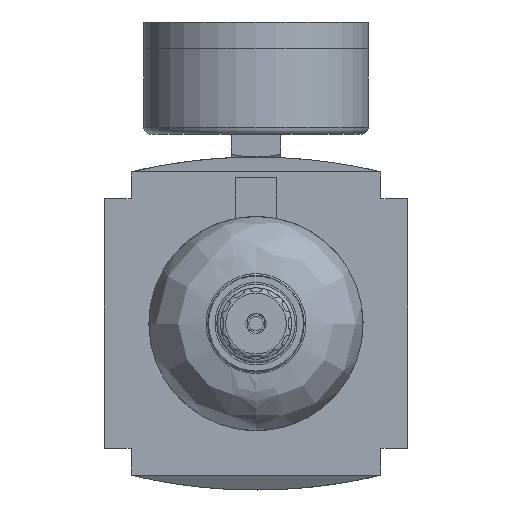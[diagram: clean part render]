
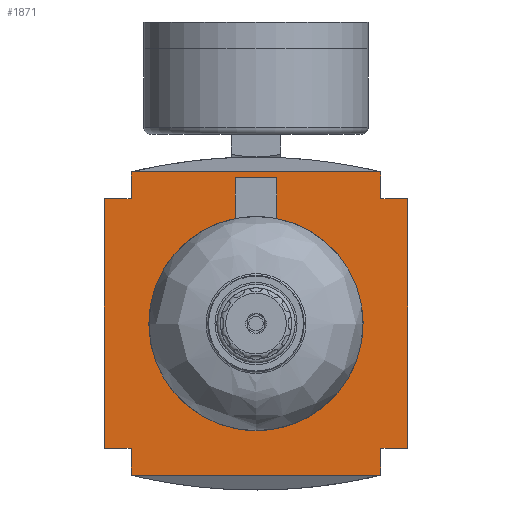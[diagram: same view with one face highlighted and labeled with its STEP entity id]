
A CAD part, front view. The second image highlights one B-rep face of the part: STEP entity #1871.
In plain terms, the highlighted planar face has unit normal (0, -1, 0).
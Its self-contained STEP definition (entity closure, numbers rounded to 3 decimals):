
#1871 = ADVANCED_FACE( '', ( #3838 ), #3839, .F. );
#3838 = FACE_OUTER_BOUND( '', #5889, .T. );
#3839 = PLANE( '', #5890 );
#5889 = EDGE_LOOP( '', ( #11292, #11293, #11294, #11295, #11296, #11297, #11298, #11299, #11300, #11301, #11302, #11303 ) );
#5890 = AXIS2_PLACEMENT_3D( '', #11304, #11305, #11306 );
#11292 = ORIENTED_EDGE( '', *, *, #14032, .F. );
#11293 = ORIENTED_EDGE( '', *, *, #12181, .F. );
#11294 = ORIENTED_EDGE( '', *, *, #13841, .F. );
#11295 = ORIENTED_EDGE( '', *, *, #13964, .T. );
#11296 = ORIENTED_EDGE( '', *, *, #13277, .F. );
#11297 = ORIENTED_EDGE( '', *, *, #14044, .T. );
#11298 = ORIENTED_EDGE( '', *, *, #14047, .F. );
#11299 = ORIENTED_EDGE( '', *, *, #13131, .T. );
#11300 = ORIENTED_EDGE( '', *, *, #13403, .T. );
#11301 = ORIENTED_EDGE( '', *, *, #14061, .F. );
#11302 = ORIENTED_EDGE( '', *, *, #13852, .F. );
#11303 = ORIENTED_EDGE( '', *, *, #13783, .T. );
#11304 = CARTESIAN_POINT( '', ( 0., -51., 103.36 ) );
#11305 = DIRECTION( '', ( 0., 1., 0. ) );
#11306 = DIRECTION( '', ( 0., 0., 1. ) );
#12181 = EDGE_CURVE( '', #14654, #14656, #14657, .T. );
#13131 = EDGE_CURVE( '', #16199, #16197, #16200, .T. );
#13277 = EDGE_CURVE( '', #16402, #16398, #16404, .T. );
#13403 = EDGE_CURVE( '', #16197, #16576, #16578, .T. );
#13783 = EDGE_CURVE( '', #17071, #17072, #17073, .T. );
#13841 = EDGE_CURVE( '', #17140, #14654, #17142, .T. );
#13852 = EDGE_CURVE( '', #17071, #17152, #17155, .T. );
#13964 = EDGE_CURVE( '', #17140, #16398, #17289, .T. );
#14032 = EDGE_CURVE( '', #14656, #17072, #17362, .T. );
#14044 = EDGE_CURVE( '', #16402, #17329, #17374, .T. );
#14047 = EDGE_CURVE( '', #16199, #17329, #17377, .T. );
#14061 = EDGE_CURVE( '', #17152, #16576, #17392, .T. );
#14654 = VERTEX_POINT( '', #18411 );
#14656 = VERTEX_POINT( '', #18414 );
#14657 = LINE( '', #18415, #18416 );
#16197 = VERTEX_POINT( '', #21392 );
#16199 = VERTEX_POINT( '', #21395 );
#16200 = LINE( '', #21396, #21397 );
#16398 = VERTEX_POINT( '', #21720 );
#16402 = VERTEX_POINT( '', #21727 );
#16404 = LINE( '', #21730, #21731 );
#16576 = VERTEX_POINT( '', #22095 );
#16578 = LINE( '', #22098, #22099 );
#17071 = VERTEX_POINT( '', #23055 );
#17072 = VERTEX_POINT( '', #23056 );
#17073 = LINE( '', #23057, #23058 );
#17140 = VERTEX_POINT( '', #23166 );
#17142 = LINE( '', #23169, #23170 );
#17152 = VERTEX_POINT( '', #23181 );
#17155 = LINE( '', #23186, #23187 );
#17289 = LINE( '', #23493, #23494 );
#17329 = VERTEX_POINT( '', #23545 );
#17362 = LINE( '', #23585, #23586 );
#17374 = LINE( '', #23601, #23602 );
#17377 = LINE( '', #23605, #23606 );
#17392 = LINE( '', #23628, #23629 );
#18411 = CARTESIAN_POINT( '', ( 42.5, -51., -35. ) );
#18414 = CARTESIAN_POINT( '', ( 35., -51., -35. ) );
#18415 = CARTESIAN_POINT( '', ( 42.5, -51., -35. ) );
#18416 = VECTOR( '', #24094, 1000. );
#21392 = CARTESIAN_POINT( '', ( -42.5, -51., 35. ) );
#21395 = CARTESIAN_POINT( '', ( -35., -51., 35. ) );
#21396 = CARTESIAN_POINT( '', ( 42.5, -51., 35. ) );
#21397 = VECTOR( '', #25172, 1000. );
#21720 = CARTESIAN_POINT( '', ( 35., -51., 35. ) );
#21727 = CARTESIAN_POINT( '', ( 35., -51., 42.5 ) );
#21730 = CARTESIAN_POINT( '', ( 35., -51., 42.5 ) );
#21731 = VECTOR( '', #25343, 1000. );
#22095 = CARTESIAN_POINT( '', ( -42.5, -51., -35. ) );
#22098 = CARTESIAN_POINT( '', ( -42.5, -51., 35. ) );
#22099 = VECTOR( '', #25481, 1000. );
#23055 = CARTESIAN_POINT( '', ( -35., -51., -42.5 ) );
#23056 = CARTESIAN_POINT( '', ( 35., -51., -42.5 ) );
#23057 = CARTESIAN_POINT( '', ( 0., -51., -42.5 ) );
#23058 = VECTOR( '', #25920, 1000. );
#23166 = CARTESIAN_POINT( '', ( 42.5, -51., 35. ) );
#23169 = CARTESIAN_POINT( '', ( 42.5, -51., 35. ) );
#23170 = VECTOR( '', #25972, 1000. );
#23181 = CARTESIAN_POINT( '', ( -35., -51., -35. ) );
#23186 = CARTESIAN_POINT( '', ( -35., -51., -42.5 ) );
#23187 = VECTOR( '', #25985, 1000. );
#23493 = CARTESIAN_POINT( '', ( 42.5, -51., 35. ) );
#23494 = VECTOR( '', #26084, 1000. );
#23545 = CARTESIAN_POINT( '', ( -35., -51., 42.5 ) );
#23585 = CARTESIAN_POINT( '', ( 35., -51., 42.5 ) );
#23586 = VECTOR( '', #26127, 1000. );
#23601 = CARTESIAN_POINT( '', ( 0., -51., 42.5 ) );
#23602 = VECTOR( '', #26134, 1000. );
#23605 = CARTESIAN_POINT( '', ( -35., -51., -42.5 ) );
#23606 = VECTOR( '', #26135, 1000. );
#23628 = CARTESIAN_POINT( '', ( 42.5, -51., -35. ) );
#23629 = VECTOR( '', #26141, 1000. );
#24094 = DIRECTION( '', ( -1., 0., 0. ) );
#25172 = DIRECTION( '', ( -1., 0., 0. ) );
#25343 = DIRECTION( '', ( 0., 0., -1. ) );
#25481 = DIRECTION( '', ( 0., 0., -1. ) );
#25920 = DIRECTION( '', ( 1., 0., 0. ) );
#25972 = DIRECTION( '', ( 0., 0., -1. ) );
#25985 = DIRECTION( '', ( 0., 0., 1. ) );
#26084 = DIRECTION( '', ( -1., 0., 0. ) );
#26127 = DIRECTION( '', ( 0., 0., -1. ) );
#26134 = DIRECTION( '', ( -1., 0., 0. ) );
#26135 = DIRECTION( '', ( 0., 0., 1. ) );
#26141 = DIRECTION( '', ( -1., 0., 0. ) );
